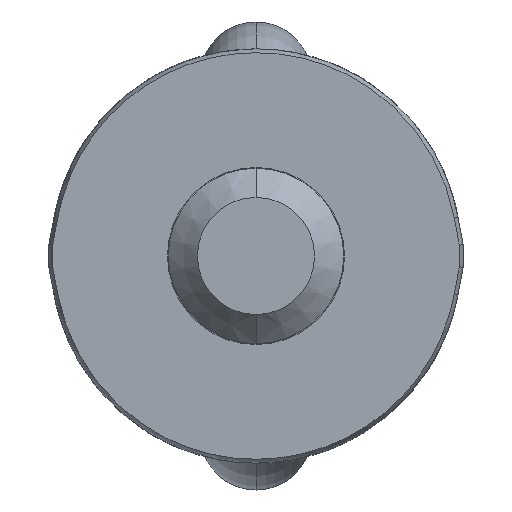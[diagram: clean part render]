
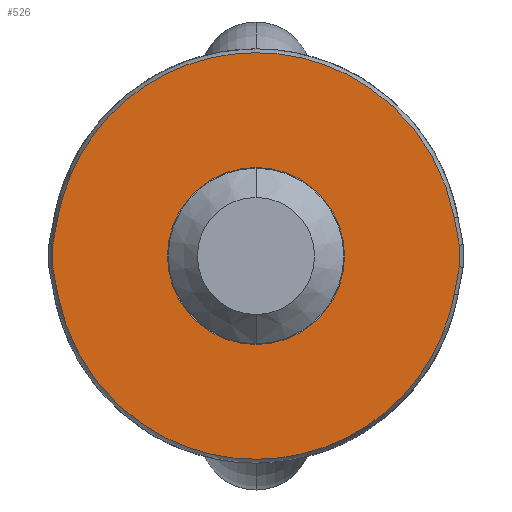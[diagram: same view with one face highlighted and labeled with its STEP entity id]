
A CAD part, front view. The second image highlights one B-rep face of the part: STEP entity #526.
In plain terms, the highlighted planar face has unit normal (0, -1, 0).
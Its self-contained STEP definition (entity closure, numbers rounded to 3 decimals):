
#526=ADVANCED_FACE('',(#1285),#1286,.F.);
#1285=FACE_OUTER_BOUND('',#5133,.T.);
#1286=PLANE('',#5134);
#5133=EDGE_LOOP('',(#10691,#10692,#10693,#10694,#10695,#10696,#10697,#10698));
#5134=AXIS2_PLACEMENT_3D('',#10699,#10700,#10701);
#10691=ORIENTED_EDGE('',*,*,#12947,.T.);
#10692=ORIENTED_EDGE('',*,*,#13028,.T.);
#10693=ORIENTED_EDGE('',*,*,#12997,.T.);
#10694=ORIENTED_EDGE('',*,*,#13067,.F.);
#10695=ORIENTED_EDGE('',*,*,#13001,.T.);
#10696=ORIENTED_EDGE('',*,*,#13054,.T.);
#10697=ORIENTED_EDGE('',*,*,#12952,.T.);
#10698=ORIENTED_EDGE('',*,*,#13061,.F.);
#10699=CARTESIAN_POINT('',(0.0,-79.5,0.0));
#10700=DIRECTION('',(0.0,1.0,0.0));
#10701=DIRECTION('',(1.0,0.0,-0.0));
#12947=EDGE_CURVE('',#14264,#14265,#14266,.T.);
#12952=EDGE_CURVE('',#14272,#14273,#14274,.T.);
#12997=EDGE_CURVE('',#14336,#14337,#14338,.T.);
#13001=EDGE_CURVE('',#14342,#14343,#14344,.T.);
#13028=EDGE_CURVE('',#14265,#14336,#14377,.T.);
#13054=EDGE_CURVE('',#14343,#14272,#14409,.T.);
#13061=EDGE_CURVE('',#14264,#14273,#14416,.T.);
#13067=EDGE_CURVE('',#14342,#14337,#14422,.F.);
#14264=VERTEX_POINT('',#18184);
#14265=VERTEX_POINT('',#18185);
#14266=B_SPLINE_CURVE_WITH_KNOTS('',3,(#18186,#18187,#18188,#18189,#18190,#18191),.UNSPECIFIED.,.F.,.F.,(4,2,4),(0.,0.24,0.284),.UNSPECIFIED.);
#14272=VERTEX_POINT('',#18211);
#14273=VERTEX_POINT('',#18212);
#14274=B_SPLINE_CURVE_WITH_KNOTS('',3,(#18213,#18214,#18215,#18216,#18217,#18218),.UNSPECIFIED.,.F.,.F.,(4,2,4),(0.,0.242,1.553),.UNSPECIFIED.);
#14336=VERTEX_POINT('',#18474);
#14337=VERTEX_POINT('',#18475);
#14338=B_SPLINE_CURVE_WITH_KNOTS('',3,(#18476,#18477,#18478,#18479,#18480,#18481),.UNSPECIFIED.,.F.,.F.,(4,2,4),(0.,0.242,1.553),.UNSPECIFIED.);
#14342=VERTEX_POINT('',#18490);
#14343=VERTEX_POINT('',#18491);
#14344=B_SPLINE_CURVE_WITH_KNOTS('',3,(#18492,#18493,#18494,#18495,#18496,#18497),.UNSPECIFIED.,.F.,.F.,(4,2,4),(0.,0.24,0.284),.UNSPECIFIED.);
#14377=B_SPLINE_CURVE_WITH_KNOTS('',3,(#18897,#18898,#18899,#18900,#18901,#18902,#18903,#18904,#18905,#18906,#18907,#18908,#18909,#18910,#18911,#18912,#18913,#18914,#18915,#18916,#18917,#18918,#18919,#18920,#18921,#18922),.UNSPECIFIED.,.F.,.F.,(4,2,2,2,2,2,2,2,2,2,2,2,4),(0.0,0.264,0.461,0.858,1.607,2.357,2.728,3.472,4.219,4.511,4.951,5.168,5.464),.UNSPECIFIED.);
#14409=B_SPLINE_CURVE_WITH_KNOTS('',3,(#19316,#19317,#19318,#19319,#19320,#19321,#19322,#19323,#19324,#19325,#19326,#19327,#19328,#19329,#19330,#19331,#19332,#19333,#19334,#19335,#19336,#19337,#19338,#19339,#19340,#19341),.UNSPECIFIED.,.F.,.F.,(4,2,2,2,2,2,2,2,2,2,2,2,4),(0.0,0.264,0.461,0.858,1.607,2.357,2.728,3.472,4.219,4.511,4.951,5.168,5.464),.UNSPECIFIED.);
#14416=LINE('',#19350,#19351);
#14422=LINE('',#19359,#19360);
#18184=CARTESIAN_POINT('',(41.696,-79.5,2.249));
#18185=CARTESIAN_POINT('',(40.656,-79.5,7.855));
#18186=CARTESIAN_POINT('',(41.696,-79.5,2.249));
#18187=CARTESIAN_POINT('',(41.55,-79.5,3.034));
#18188=CARTESIAN_POINT('',(41.363,-79.5,4.042));
#18189=CARTESIAN_POINT('',(41.141,-79.5,5.239));
#18190=CARTESIAN_POINT('',(40.803,-79.5,7.061));
#18191=CARTESIAN_POINT('',(40.656,-79.5,7.855));
#18211=CARTESIAN_POINT('',(40.656,-79.5,-7.855));
#18212=CARTESIAN_POINT('',(41.696,-79.5,-2.249));
#18213=CARTESIAN_POINT('',(40.656,-79.5,-7.855));
#18214=CARTESIAN_POINT('',(40.803,-79.5,-7.061));
#18215=CARTESIAN_POINT('',(41.141,-79.5,-5.239));
#18216=CARTESIAN_POINT('',(41.363,-79.5,-4.042));
#18217=CARTESIAN_POINT('',(41.55,-79.5,-3.034));
#18218=CARTESIAN_POINT('',(41.696,-79.5,-2.249));
#18474=CARTESIAN_POINT('',(-40.656,-79.5,7.855));
#18475=CARTESIAN_POINT('',(-41.696,-79.5,2.249));
#18476=CARTESIAN_POINT('',(-40.656,-79.5,7.855));
#18477=CARTESIAN_POINT('',(-40.803,-79.5,7.061));
#18478=CARTESIAN_POINT('',(-41.141,-79.5,5.239));
#18479=CARTESIAN_POINT('',(-41.363,-79.5,4.042));
#18480=CARTESIAN_POINT('',(-41.55,-79.5,3.034));
#18481=CARTESIAN_POINT('',(-41.696,-79.5,2.249));
#18490=CARTESIAN_POINT('',(-41.696,-79.5,-2.249));
#18491=CARTESIAN_POINT('',(-40.656,-79.5,-7.855));
#18492=CARTESIAN_POINT('',(-41.696,-79.5,-2.249));
#18493=CARTESIAN_POINT('',(-41.55,-79.5,-3.034));
#18494=CARTESIAN_POINT('',(-41.363,-79.5,-4.042));
#18495=CARTESIAN_POINT('',(-41.141,-79.5,-5.239));
#18496=CARTESIAN_POINT('',(-40.803,-79.5,-7.061));
#18497=CARTESIAN_POINT('',(-40.656,-79.5,-7.855));
#18897=CARTESIAN_POINT('',(40.656,-79.5,7.855));
#18898=CARTESIAN_POINT('',(40.495,-79.5,8.721));
#18899=CARTESIAN_POINT('',(40.2,-79.5,10.19));
#18900=CARTESIAN_POINT('',(39.262,-79.5,13.377));
#18901=CARTESIAN_POINT('',(38.793,-79.5,14.716));
#18902=CARTESIAN_POINT('',(37.171,-79.5,18.675));
#18903=CARTESIAN_POINT('',(35.815,-79.5,21.201));
#18904=CARTESIAN_POINT('',(31.184,-79.5,28.027));
#18905=CARTESIAN_POINT('',(27.308,-79.5,31.86));
#18906=CARTESIAN_POINT('',(18.296,-79.5,37.819));
#18907=CARTESIAN_POINT('',(13.247,-79.5,39.888));
#18908=CARTESIAN_POINT('',(5.323,-79.5,41.439));
#18909=CARTESIAN_POINT('',(2.657,-79.5,41.697));
#18910=CARTESIAN_POINT('',(-5.374,-79.5,41.695));
#18911=CARTESIAN_POINT('',(-10.671,-79.5,40.651));
#18912=CARTESIAN_POINT('',(-20.574,-79.5,36.611));
#18913=CARTESIAN_POINT('',(-25.096,-79.5,33.646));
#18914=CARTESIAN_POINT('',(-30.444,-79.5,28.404));
#18915=CARTESIAN_POINT('',(-31.839,-79.5,26.81));
#18916=CARTESIAN_POINT('',(-35.006,-79.5,22.576));
#18917=CARTESIAN_POINT('',(-36.611,-79.5,19.819));
#18918=CARTESIAN_POINT('',(-38.515,-79.5,15.46));
#18919=CARTESIAN_POINT('',(-39.063,-79.5,13.982));
#18920=CARTESIAN_POINT('',(-40.152,-79.5,10.429));
#18921=CARTESIAN_POINT('',(-40.483,-79.5,8.788));
#18922=CARTESIAN_POINT('',(-40.656,-79.5,7.855));
#19316=CARTESIAN_POINT('',(-40.656,-79.5,-7.855));
#19317=CARTESIAN_POINT('',(-40.495,-79.5,-8.721));
#19318=CARTESIAN_POINT('',(-40.2,-79.5,-10.19));
#19319=CARTESIAN_POINT('',(-39.262,-79.5,-13.377));
#19320=CARTESIAN_POINT('',(-38.793,-79.5,-14.716));
#19321=CARTESIAN_POINT('',(-37.171,-79.5,-18.675));
#19322=CARTESIAN_POINT('',(-35.815,-79.5,-21.201));
#19323=CARTESIAN_POINT('',(-31.184,-79.5,-28.027));
#19324=CARTESIAN_POINT('',(-27.308,-79.5,-31.86));
#19325=CARTESIAN_POINT('',(-18.296,-79.5,-37.819));
#19326=CARTESIAN_POINT('',(-13.247,-79.5,-39.888));
#19327=CARTESIAN_POINT('',(-5.323,-79.5,-41.439));
#19328=CARTESIAN_POINT('',(-2.657,-79.5,-41.697));
#19329=CARTESIAN_POINT('',(5.374,-79.5,-41.695));
#19330=CARTESIAN_POINT('',(10.671,-79.5,-40.651));
#19331=CARTESIAN_POINT('',(20.574,-79.5,-36.611));
#19332=CARTESIAN_POINT('',(25.096,-79.5,-33.646));
#19333=CARTESIAN_POINT('',(30.444,-79.5,-28.404));
#19334=CARTESIAN_POINT('',(31.839,-79.5,-26.81));
#19335=CARTESIAN_POINT('',(35.006,-79.5,-22.576));
#19336=CARTESIAN_POINT('',(36.611,-79.5,-19.819));
#19337=CARTESIAN_POINT('',(38.515,-79.5,-15.46));
#19338=CARTESIAN_POINT('',(39.063,-79.5,-13.982));
#19339=CARTESIAN_POINT('',(40.152,-79.5,-10.429));
#19340=CARTESIAN_POINT('',(40.483,-79.5,-8.788));
#19341=CARTESIAN_POINT('',(40.656,-79.5,-7.855));
#19350=CARTESIAN_POINT('',(41.696,-79.5,2.249));
#19351=VECTOR('',#26044,4.498);
#19359=CARTESIAN_POINT('',(-41.696,-79.5,2.249));
#19360=VECTOR('',#26047,4.498);
#26044=DIRECTION('',(0.0,0.0,-1.0));
#26047=DIRECTION('',(0.0,0.0,-1.0));
